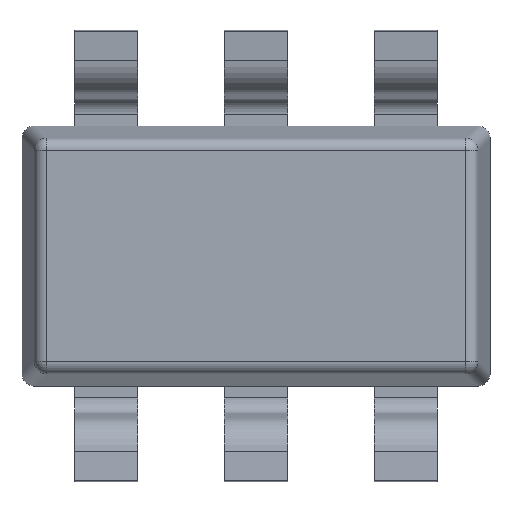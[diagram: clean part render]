
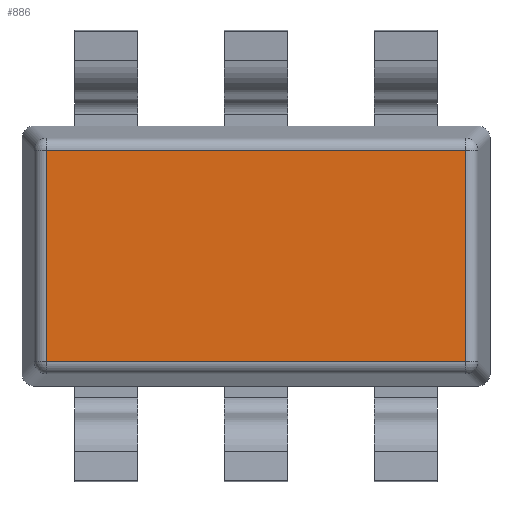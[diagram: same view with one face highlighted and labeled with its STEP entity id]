
A CAD part, front view. The second image highlights one B-rep face of the part: STEP entity #886.
In plain terms, the highlighted planar face has unit normal (0, -1, 0).
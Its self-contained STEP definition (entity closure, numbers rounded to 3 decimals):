
#232=VERTEX_POINT('',#1523);
#233=VERTEX_POINT('',#1525);
#234=VERTEX_POINT('',#1529);
#235=VERTEX_POINT('',#1531);
#296=VECTOR('',#1117,1.);
#297=VECTOR('',#1119,1.);
#298=VECTOR('',#1120,1.);
#299=VECTOR('',#1121,1.);
#364=LINE('',#1526,#296);
#365=LINE('',#1528,#297);
#366=LINE('',#1530,#298);
#367=LINE('',#1532,#299);
#468=EDGE_CURVE('',#232,#233,#364,.T.);
#469=EDGE_CURVE('',#233,#234,#365,.T.);
#470=EDGE_CURVE('',#234,#235,#366,.T.);
#471=EDGE_CURVE('',#235,#232,#367,.T.);
#643=ORIENTED_EDGE('',*,*,#468,.T.);
#644=ORIENTED_EDGE('',*,*,#469,.T.);
#645=ORIENTED_EDGE('',*,*,#470,.T.);
#646=ORIENTED_EDGE('',*,*,#471,.T.);
#782=EDGE_LOOP('',(#643,#644,#645,#646));
#834=FACE_BOUND('',#782,.T.);
#886=ADVANCED_FACE('',(#834),#1653,.T.);
#954=AXIS2_PLACEMENT_3D('',#1527,#1118,$);
#1117=DIRECTION('',(-1.,0.,0.));
#1118=DIRECTION('',(0.,-1.,0.));
#1119=DIRECTION('',(0.,0.,-1.));
#1120=DIRECTION('',(1.,0.,0.));
#1121=DIRECTION('',(0.,0.,1.));
#1523=CARTESIAN_POINT('',(1.33,-0.501,0.67));
#1525=CARTESIAN_POINT('',(-1.33,-0.501,0.67));
#1526=CARTESIAN_POINT('',(1.33,-0.501,0.67));
#1527=CARTESIAN_POINT('',(-1.485,-0.501,-0.825));
#1528=CARTESIAN_POINT('',(-1.33,-0.501,0.67));
#1529=CARTESIAN_POINT('',(-1.33,-0.501,-0.67));
#1530=CARTESIAN_POINT('',(-1.33,-0.501,-0.67));
#1531=CARTESIAN_POINT('',(1.33,-0.501,-0.67));
#1532=CARTESIAN_POINT('',(1.33,-0.501,-0.67));
#1653=PLANE('',#954);
